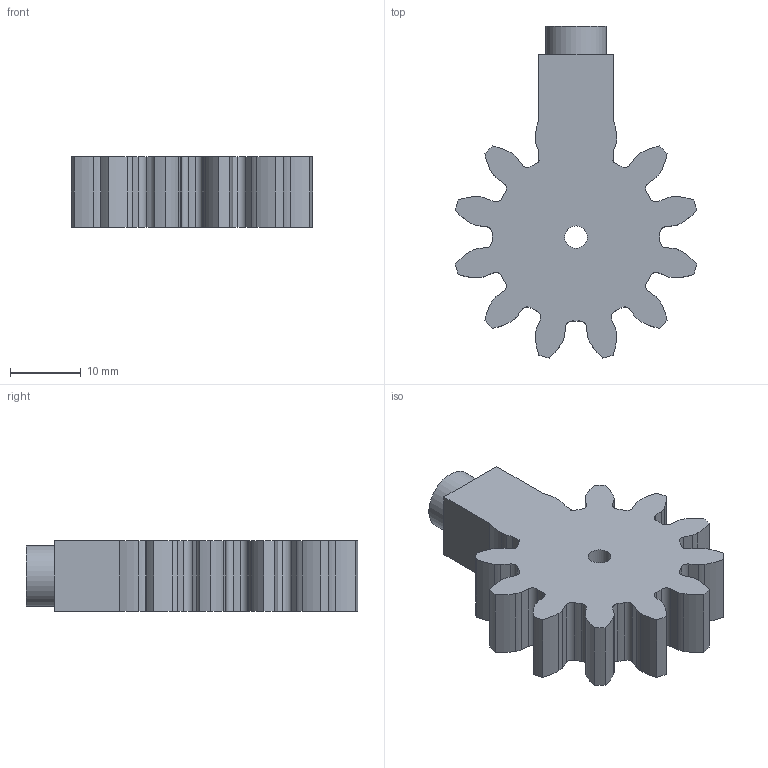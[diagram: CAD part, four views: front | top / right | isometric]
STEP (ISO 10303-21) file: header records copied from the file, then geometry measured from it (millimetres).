
FILE_DESCRIPTION(('FreeCAD Model'),'2;1');
FILE_NAME( 'Direccion-parte-dcha.step', '2018-06-06T02:02:02',('Author'),(''), 'Open CASCADE STEP processor 7.2','FreeCAD','Unknown');
FILE_SCHEMA(('AUTOMOTIVE_DESIGN { 1 0 10303 214 1 1 1 1 }'));
Length unit declared in the file: millimetre
Products named in the file (1): Direccion-parte-dcha001
Bounding box: 34.18 x 46.99 x 10 mm (x, y, z)
Volume: 8032.3 mm3; surface area: 3898.2 mm2
Topology: 1 solids, 1 shells, 123 faces, 357 edges, 238 vertices
Faces by surface type: cylinder 46, extrusion 44, plane 33
Full cylindrical faces by diameter (mm): 2.5 x1, 3.2 x1, 8.6 x1
Entity records: 9679 total; most frequent: CARTESIAN_POINT 2720, DIRECTION 794, ORIENTED_EDGE 714, PCURVE 714, DEFINITIONAL_REPRESENTATION 714, B_SPLINE_CURVE_WITH_KNOTS 571, VECTOR 404, LINE 360
